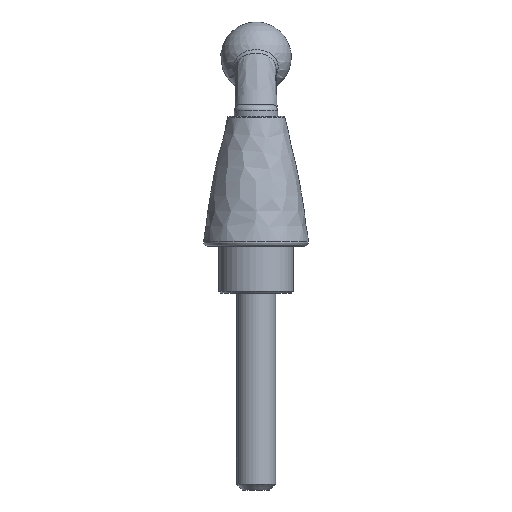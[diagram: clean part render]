
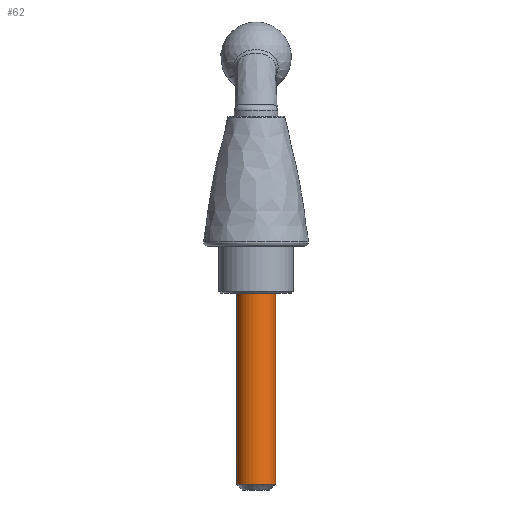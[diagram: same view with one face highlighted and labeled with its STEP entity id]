
A CAD part, left-side view. The second image highlights one B-rep face of the part: STEP entity #62.
In plain terms, the highlighted cylindrical face has radius 5 mm (diameter 10 mm), a full revolution.
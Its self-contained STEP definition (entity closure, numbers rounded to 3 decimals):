
#62 = ADVANCED_FACE( '', ( #139, #140 ), #141, .T. );
#139 = FACE_OUTER_BOUND( '', #1220, .T. );
#140 = FACE_OUTER_BOUND( '', #1221, .T. );
#141 = CYLINDRICAL_SURFACE( '', #1222, 5. );
#1220 = EDGE_LOOP( '', ( #5133 ) );
#1221 = EDGE_LOOP( '', ( #5134 ) );
#1222 = AXIS2_PLACEMENT_3D( '', #5135, #5136, #5137 );
#5133 = ORIENTED_EDGE( '', *, *, #5266, .T. );
#5134 = ORIENTED_EDGE( '', *, *, #5267, .T. );
#5135 = CARTESIAN_POINT( '', ( 0., 0., -62. ) );
#5136 = DIRECTION( '', ( 0., 0., -1. ) );
#5137 = DIRECTION( '', ( 0., -1., 0. ) );
#5266 = EDGE_CURVE( '', #5334, #5334, #5335, .F. );
#5267 = EDGE_CURVE( '', #5336, #5336, #5337, .F. );
#5334 = VERTEX_POINT( '', #5946 );
#5335 = CIRCLE( '', #5947, 5. );
#5336 = VERTEX_POINT( '', #5948 );
#5337 = CIRCLE( '', #5949, 5. );
#5946 = CARTESIAN_POINT( '', ( 0., 5., -60.5 ) );
#5947 = AXIS2_PLACEMENT_3D( '', #7618, #7619, #7620 );
#5948 = CARTESIAN_POINT( '', ( 0., -5., -12. ) );
#5949 = AXIS2_PLACEMENT_3D( '', #7621, #7622, #7623 );
#7618 = CARTESIAN_POINT( '', ( 0., 0., -60.5 ) );
#7619 = DIRECTION( '', ( 0., 0., -1. ) );
#7620 = DIRECTION( '', ( 0., 1., 0. ) );
#7621 = CARTESIAN_POINT( '', ( 0., 0., -12. ) );
#7622 = DIRECTION( '', ( 0., 0., 1. ) );
#7623 = DIRECTION( '', ( 0., -1., 0. ) );
